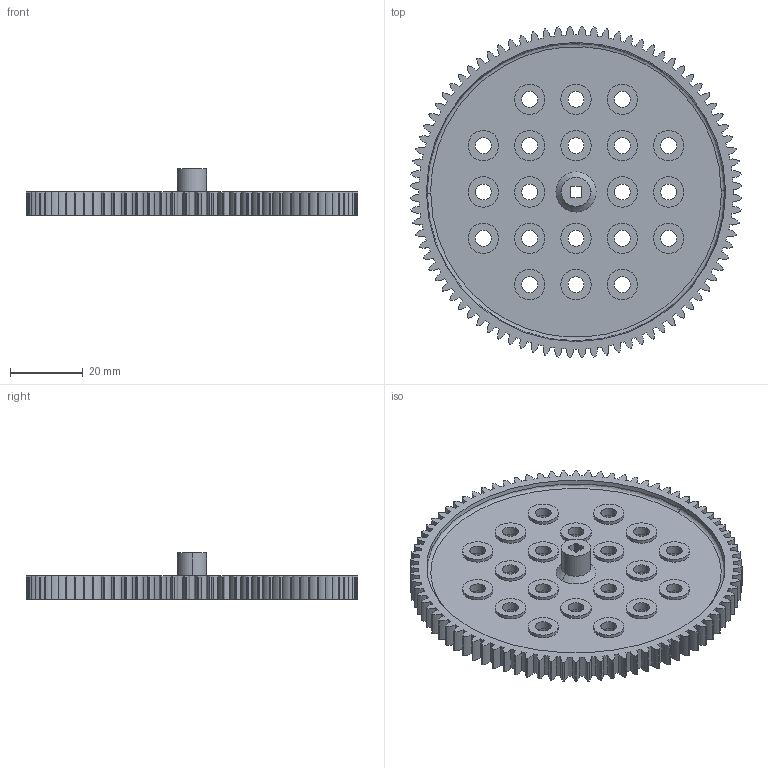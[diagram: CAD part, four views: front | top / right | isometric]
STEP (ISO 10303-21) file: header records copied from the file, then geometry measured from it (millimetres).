
FILE_DESCRIPTION (( 'STEP AP203' ), '1' );
FILE_NAME ('VEX-84-TOOTH-GEAR.STEP', '2007-08-25T22:33:07', ( 'Innovation First, Inc.' ), ( 'Innovation First, Inc.' ), 'SwSTEP 2.0', 'SolidWorks 2006052', '' );
FILE_SCHEMA (( 'CONFIG_CONTROL_DESIGN' ));
Length unit declared in the file: inch
Products named in the file (1): VEX-84-TOOTH-GEAR
Bounding box: 90.96 x 90.96 x 12.7 mm (x, y, z)
Volume: 19623.6 mm3; surface area: 20658 mm2
Topology: 1 solids, 1 shells, 671 faces, 1817 edges, 1212 vertices
Faces by surface type: cylinder 543, plane 118, cone 6, bspline 4
Entity records: 22434 total; most frequent: CARTESIAN_POINT 4253, DIRECTION 4249, ORIENTED_EDGE 3634, EDGE_CURVE 1817, AXIS2_PLACEMENT_3D 1772, VERTEX_POINT 1212, CIRCLE 1104, EDGE_LOOP 777
